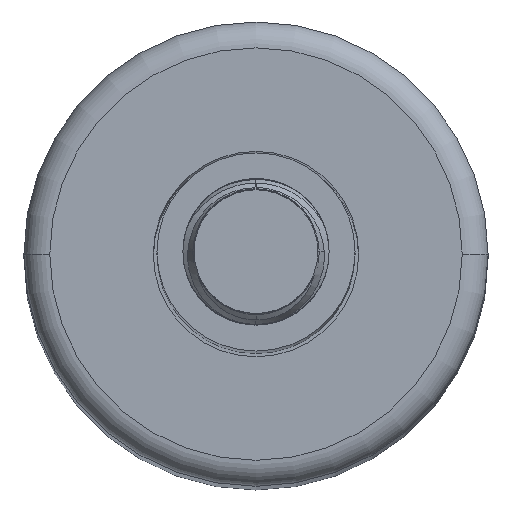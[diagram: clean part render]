
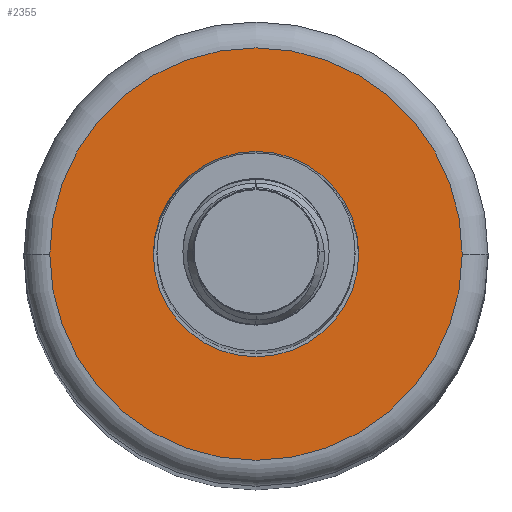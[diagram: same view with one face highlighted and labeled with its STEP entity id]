
A CAD part, top view. The second image highlights one B-rep face of the part: STEP entity #2355.
In plain terms, the highlighted planar face has unit normal (0, 0, 1).
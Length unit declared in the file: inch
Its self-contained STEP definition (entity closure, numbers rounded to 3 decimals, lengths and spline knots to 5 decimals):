
#564 = CARTESIAN_POINT ( 'NONE',  ( -0.33318, 0., 0.785 ) ) ;
#565 = CARTESIAN_POINT ( 'NONE',  ( 0.33318, 0., 0.785 ) ) ;
#566 = DIRECTION ( 'NONE',  ( -1., 0., 0. ) ) ;
#567 = DIRECTION ( 'NONE',  ( 0., 0., 1. ) ) ;
#568 = CARTESIAN_POINT ( 'NONE',  ( 0., 0., 0.785 ) ) ;
#569 = AXIS2_PLACEMENT_3D ( 'NONE', #568, #567, #566 ) ;
#570 = CIRCLE ( 'NONE', #569, 0.33318 ) ;
#755 = CARTESIAN_POINT ( 'NONE',  ( 0.16591, 0., 0.785 ) ) ;
#756 = DIRECTION ( 'NONE',  ( 1., 0., 0. ) ) ;
#757 = DIRECTION ( 'NONE',  ( 0., 0., 1. ) ) ;
#758 = CARTESIAN_POINT ( 'NONE',  ( 0., 0., 0.785 ) ) ;
#759 = AXIS2_PLACEMENT_3D ( 'NONE', #758, #757, #756 ) ;
#760 = CIRCLE ( 'NONE', #759, 0.16591 ) ;
#761 = CARTESIAN_POINT ( 'NONE',  ( -0.16591, 0., 0.785 ) ) ;
#2355 = ADVANCED_FACE ( 'NONE', ( #3843, #3839 ), #3838, .F. ) ;
#2373 = EDGE_CURVE ( 'NONE', #3022, #3019, #3926, .T. ) ;
#2406 = ORIENTED_EDGE ( 'NONE', *, *, #3021, .F. ) ;
#2407 = EDGE_LOOP ( 'NONE', ( #2408, #2406 ) ) ;
#2408 = ORIENTED_EDGE ( 'NONE', *, *, #2373, .F. ) ;
#2416 = ORIENTED_EDGE ( 'NONE', *, *, #2959, .T. ) ;
#2428 = ORIENTED_EDGE ( 'NONE', *, *, #2454, .T. ) ;
#2453 = EDGE_LOOP ( 'NONE', ( #2428, #2416 ) ) ;
#2454 = EDGE_CURVE ( 'NONE', #2961, #2960, #4106, .T. ) ;
#2959 = EDGE_CURVE ( 'NONE', #2960, #2961, #570, .T. ) ;
#2960 = VERTEX_POINT ( 'NONE', #565 ) ;
#2961 = VERTEX_POINT ( 'NONE', #564 ) ;
#3019 = VERTEX_POINT ( 'NONE', #761 ) ;
#3021 = EDGE_CURVE ( 'NONE', #3019, #3022, #760, .T. ) ;
#3022 = VERTEX_POINT ( 'NONE', #755 ) ;
#3836 = CARTESIAN_POINT ( 'NONE',  ( 0., 0.16591, 0.785 ) ) ;
#3837 = AXIS2_PLACEMENT_3D ( 'NONE', #3836, #3891, #3890 ) ;
#3838 = PLANE ( 'NONE',  #3837 ) ;
#3839 = FACE_BOUND ( 'NONE', #2407, .T. ) ;
#3843 = FACE_OUTER_BOUND ( 'NONE', #2453, .T. ) ;
#3890 = DIRECTION ( 'NONE',  ( -1., 0., 0. ) ) ;
#3891 = DIRECTION ( 'NONE',  ( 0., 0., -1. ) ) ;
#3922 = DIRECTION ( 'NONE',  ( 1., 0., 0. ) ) ;
#3923 = DIRECTION ( 'NONE',  ( 0., 0., 1. ) ) ;
#3924 = CARTESIAN_POINT ( 'NONE',  ( 0., 0., 0.785 ) ) ;
#3925 = AXIS2_PLACEMENT_3D ( 'NONE', #3924, #3923, #3922 ) ;
#3926 = CIRCLE ( 'NONE', #3925, 0.16591 ) ;
#4102 = DIRECTION ( 'NONE',  ( -1., 0., 0. ) ) ;
#4103 = DIRECTION ( 'NONE',  ( 0., 0., 1. ) ) ;
#4104 = CARTESIAN_POINT ( 'NONE',  ( 0., 0., 0.785 ) ) ;
#4105 = AXIS2_PLACEMENT_3D ( 'NONE', #4104, #4103, #4102 ) ;
#4106 = CIRCLE ( 'NONE', #4105, 0.33318 ) ;
